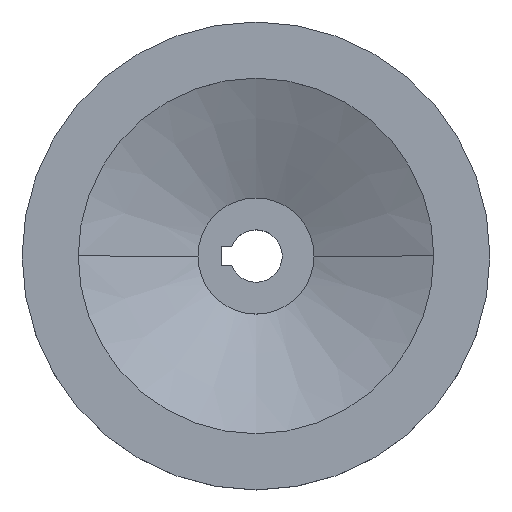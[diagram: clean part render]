
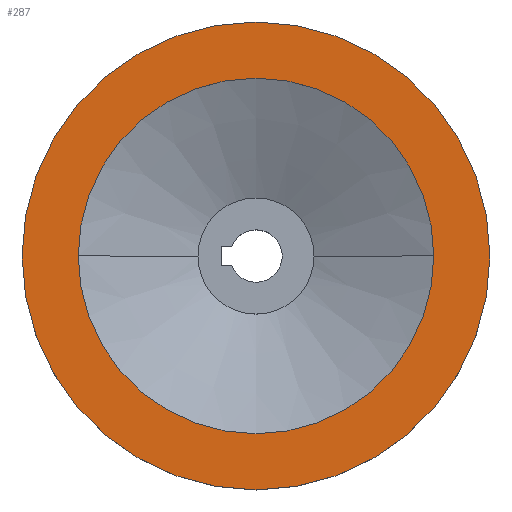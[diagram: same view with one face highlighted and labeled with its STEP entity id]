
A CAD part, top view. The second image highlights one B-rep face of the part: STEP entity #287.
In plain terms, the highlighted planar face has unit normal (0, 0, 1).
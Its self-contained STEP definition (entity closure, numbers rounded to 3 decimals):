
#147=EDGE_CURVE('',#259,#167,#372,.T.);
#155=EDGE_CURVE('',#251,#315,#383,.T.);
#167=VERTEX_POINT('',#398);
#187=EDGE_CURVE('',#167,#259,#420,.T.);
#231=EDGE_CURVE('',#315,#251,#469,.T.);
#251=VERTEX_POINT('',#490);
#259=VERTEX_POINT('',#499);
#287=ADVANCED_FACE('',(#530,#531),#532,.T.);
#315=VERTEX_POINT('',#564);
#372=CIRCLE('',#621,62.5);
#383=CIRCLE('',#634,47.5);
#398=CARTESIAN_POINT('',(-62.5,0.,33.0));
#420=CIRCLE('',#683,62.5);
#469=CIRCLE('',#748,47.5);
#490=CARTESIAN_POINT('',(-47.5,0.,33.0));
#499=CARTESIAN_POINT('',(62.5,0.,33.0));
#530=FACE_OUTER_BOUND('',#827,.T.);
#531=FACE_BOUND('',#828,.T.);
#532=PLANE('',#829);
#564=CARTESIAN_POINT('',(47.5,0.,33.0));
#621=AXIS2_PLACEMENT_3D('',#935,#936,#937);
#634=AXIS2_PLACEMENT_3D('',#957,#958,#959);
#683=AXIS2_PLACEMENT_3D('',#1018,#1019,#1020);
#748=AXIS2_PLACEMENT_3D('',#1066,#1067,#1068);
#827=EDGE_LOOP('',(#1123,#1124));
#828=EDGE_LOOP('',(#1125,#1126));
#829=AXIS2_PLACEMENT_3D('',#1127,#1128,#1129);
#935=CARTESIAN_POINT('',(0.,0.,33.0));
#936=DIRECTION('',(-0.0,0.0,-1.0));
#937=DIRECTION('',(-1.0,0.,0.0));
#957=CARTESIAN_POINT('',(0.,0.,33.0));
#958=DIRECTION('',(-0.0,0.0,-1.0));
#959=DIRECTION('',(-1.0,0.,0.0));
#1018=CARTESIAN_POINT('',(0.,0.,33.0));
#1019=DIRECTION('',(-0.0,0.0,-1.0));
#1020=DIRECTION('',(-1.0,0.,0.0));
#1066=CARTESIAN_POINT('',(0.,0.,33.0));
#1067=DIRECTION('',(-0.0,0.0,-1.0));
#1068=DIRECTION('',(-1.0,0.,0.0));
#1123=ORIENTED_EDGE('',*,*,#187,.F.);
#1124=ORIENTED_EDGE('',*,*,#147,.F.);
#1125=ORIENTED_EDGE('',*,*,#155,.T.);
#1126=ORIENTED_EDGE('',*,*,#231,.T.);
#1127=CARTESIAN_POINT('',(-55.0,0.,33.0));
#1128=DIRECTION('',(0.0,0.0,1.0));
#1129=DIRECTION('',(-1.0,0.,0.0));
